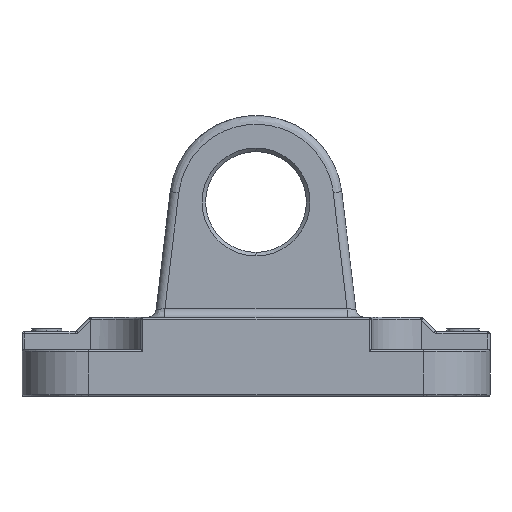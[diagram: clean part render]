
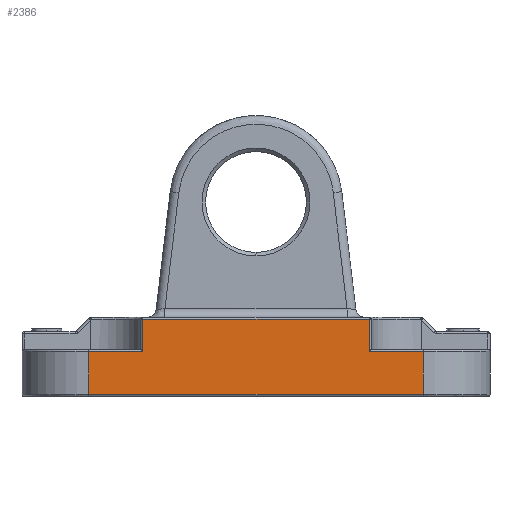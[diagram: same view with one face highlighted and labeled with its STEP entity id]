
A CAD part, left-side view. The second image highlights one B-rep face of the part: STEP entity #2386.
In plain terms, the highlighted planar face has unit normal (-1, 0, 0).
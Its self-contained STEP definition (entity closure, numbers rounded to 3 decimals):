
#440 = CARTESIAN_POINT ( 'NONE',  ( -32.5, -15.7, 6.2 ) ) ;
#469 = DIRECTION ( 'NONE',  ( 0., 0., -1. ) ) ;
#473 = VECTOR ( 'NONE', #5737, 1000. ) ;
#579 = DIRECTION ( 'NONE',  ( 0., 1., 0. ) ) ;
#756 = VERTEX_POINT ( 'NONE', #7079 ) ;
#870 = VECTOR ( 'NONE', #3242, 1000. ) ;
#923 = ORIENTED_EDGE ( 'NONE', *, *, #8667, .T. ) ;
#1044 = ORIENTED_EDGE ( 'NONE', *, *, #7038, .F. ) ;
#1061 = ORIENTED_EDGE ( 'NONE', *, *, #9843, .T. ) ;
#1455 = ORIENTED_EDGE ( 'NONE', *, *, #10067, .F. ) ;
#1474 = CARTESIAN_POINT ( 'NONE',  ( -32.5, -23.25, 6.2 ) ) ;
#1864 = ORIENTED_EDGE ( 'NONE', *, *, #8833, .T. ) ;
#2354 = EDGE_CURVE ( 'NONE', #8679, #7835, #2675, .T. ) ;
#2386 = ADVANCED_FACE ( 'NONE', ( #5584 ), #7763, .T. ) ;
#2444 = CARTESIAN_POINT ( 'NONE',  ( -32.5, 15.7, 6.2 ) ) ;
#2639 = VECTOR ( 'NONE', #4744, 1000. ) ;
#2675 = LINE ( 'NONE', #4598, #7191 ) ;
#2697 = VERTEX_POINT ( 'NONE', #9289 ) ;
#2969 = DIRECTION ( 'NONE',  ( -1., 0., 0. ) ) ;
#3017 = LINE ( 'NONE', #10291, #870 ) ;
#3148 = VECTOR ( 'NONE', #579, 1000. ) ;
#3242 = DIRECTION ( 'NONE',  ( 0., 0., -1. ) ) ;
#3527 = LINE ( 'NONE', #6265, #3148 ) ;
#4038 = CARTESIAN_POINT ( 'NONE',  ( -32.5, -23.25, 6.2 ) ) ;
#4060 = CARTESIAN_POINT ( 'NONE',  ( -32.5, 15.7, 0. ) ) ;
#4173 = LINE ( 'NONE', #5224, #7672 ) ;
#4598 = CARTESIAN_POINT ( 'NONE',  ( -32.5, 23.25, 0. ) ) ;
#4735 = CARTESIAN_POINT ( 'NONE',  ( -32.5, 23.25, 0.3 ) ) ;
#4744 = DIRECTION ( 'NONE',  ( 0., 1., 0. ) ) ;
#4912 = CARTESIAN_POINT ( 'NONE',  ( -32.5, -15.7, 0. ) ) ;
#4981 = DIRECTION ( 'NONE',  ( 0., 0., 1. ) ) ;
#5224 = CARTESIAN_POINT ( 'NONE',  ( -32.5, -23.25, 10.7 ) ) ;
#5326 = LINE ( 'NONE', #7768, #8811 ) ;
#5332 = CARTESIAN_POINT ( 'NONE',  ( -32.5, -23.25, 0. ) ) ;
#5584 = FACE_OUTER_BOUND ( 'NONE', #10092, .T. ) ;
#5720 = EDGE_CURVE ( 'NONE', #7501, #6528, #8378, .T. ) ;
#5737 = DIRECTION ( 'NONE',  ( 0., 0., -1. ) ) ;
#6117 = DIRECTION ( 'NONE',  ( 0., 0., 1. ) ) ;
#6265 = CARTESIAN_POINT ( 'NONE',  ( -32.5, -23.25, 6.2 ) ) ;
#6528 = VERTEX_POINT ( 'NONE', #2444 ) ;
#6619 = VERTEX_POINT ( 'NONE', #4038 ) ;
#7014 = DIRECTION ( 'NONE',  ( 0., 1., 0. ) ) ;
#7038 = EDGE_CURVE ( 'NONE', #756, #7835, #5326, .T. ) ;
#7079 = CARTESIAN_POINT ( 'NONE',  ( -32.5, -23.25, 0.3 ) ) ;
#7099 = CARTESIAN_POINT ( 'NONE',  ( -32.5, 23.25, 6.2 ) ) ;
#7191 = VECTOR ( 'NONE', #469, 1000. ) ;
#7501 = VERTEX_POINT ( 'NONE', #9638 ) ;
#7672 = VECTOR ( 'NONE', #9316, 1000. ) ;
#7763 = PLANE ( 'NONE',  #9672 ) ;
#7768 = CARTESIAN_POINT ( 'NONE',  ( -32.5, -11.625, 0.3 ) ) ;
#7835 = VERTEX_POINT ( 'NONE', #4735 ) ;
#8000 = VERTEX_POINT ( 'NONE', #440 ) ;
#8038 = ORIENTED_EDGE ( 'NONE', *, *, #8979, .T. ) ;
#8157 = VECTOR ( 'NONE', #4981, 1000. ) ;
#8254 = ORIENTED_EDGE ( 'NONE', *, *, #5720, .T. ) ;
#8378 = LINE ( 'NONE', #4060, #473 ) ;
#8667 = EDGE_CURVE ( 'NONE', #6528, #8679, #9038, .T. ) ;
#8679 = VERTEX_POINT ( 'NONE', #7099 ) ;
#8811 = VECTOR ( 'NONE', #7014, 1000. ) ;
#8833 = EDGE_CURVE ( 'NONE', #8000, #2697, #10061, .T. ) ;
#8979 = EDGE_CURVE ( 'NONE', #2697, #7501, #4173, .T. ) ;
#9038 = LINE ( 'NONE', #1474, #2639 ) ;
#9289 = CARTESIAN_POINT ( 'NONE',  ( -32.5, -15.7, 10.7 ) ) ;
#9316 = DIRECTION ( 'NONE',  ( 0., 1., 0. ) ) ;
#9638 = CARTESIAN_POINT ( 'NONE',  ( -32.5, 15.7, 10.7 ) ) ;
#9672 = AXIS2_PLACEMENT_3D ( 'NONE', #5332, #2969, #6117 ) ;
#9806 = ORIENTED_EDGE ( 'NONE', *, *, #2354, .T. ) ;
#9843 = EDGE_CURVE ( 'NONE', #6619, #8000, #3527, .T. ) ;
#10061 = LINE ( 'NONE', #4912, #8157 ) ;
#10067 = EDGE_CURVE ( 'NONE', #6619, #756, #3017, .T. ) ;
#10092 = EDGE_LOOP ( 'NONE', ( #1044, #1455, #1061, #1864, #8038, #8254, #923, #9806 ) ) ;
#10291 = CARTESIAN_POINT ( 'NONE',  ( -32.5, -23.25, 0. ) ) ;
